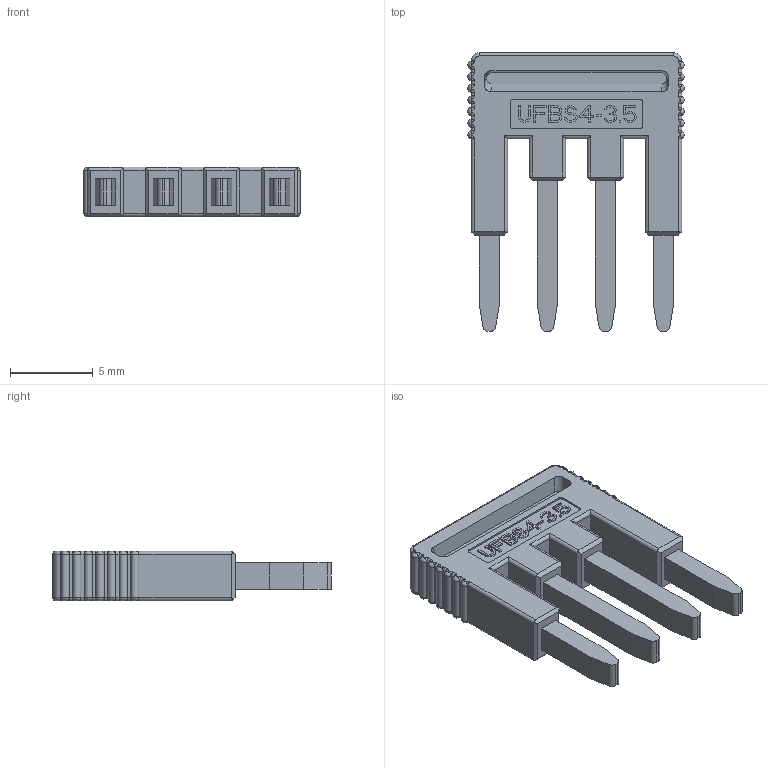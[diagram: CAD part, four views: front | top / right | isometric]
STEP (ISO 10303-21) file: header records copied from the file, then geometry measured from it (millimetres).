
FILE_DESCRIPTION((''),'2;1');
FILE_NAME('5YB510129_1','2022-07-13T',('ASUS'),(''),'PRO/ENGINEER BY PARAMETRIC TECHNOLOGY CORPORATION, 2013230','PRO/ENGINEER BY PARAMETRIC TECHNOLOGY CORPORATION, 2013230','');
FILE_SCHEMA(('CONFIG_CONTROL_DESIGN'));
Length unit declared in the file: millimetre
Products named in the file (1): 5YB510129_1
Bounding box: 13.05 x 16.8 x 3 mm (x, y, z)
Volume: 306.1 mm3; surface area: 703.2 mm2
Topology: 1 solids, 2 shells, 568 faces, 1585 edges, 985 vertices
Faces by surface type: plane 380, cylinder 100, bspline 84, torus 4
Entity records: 19044 total; most frequent: CARTESIAN_POINT 4968, ORIENTED_EDGE 3058, DIRECTION 2750, EDGE_CURVE 1529, VECTOR 1148, LINE 1148, VERTEX_POINT 985, AXIS2_PLACEMENT_3D 801
